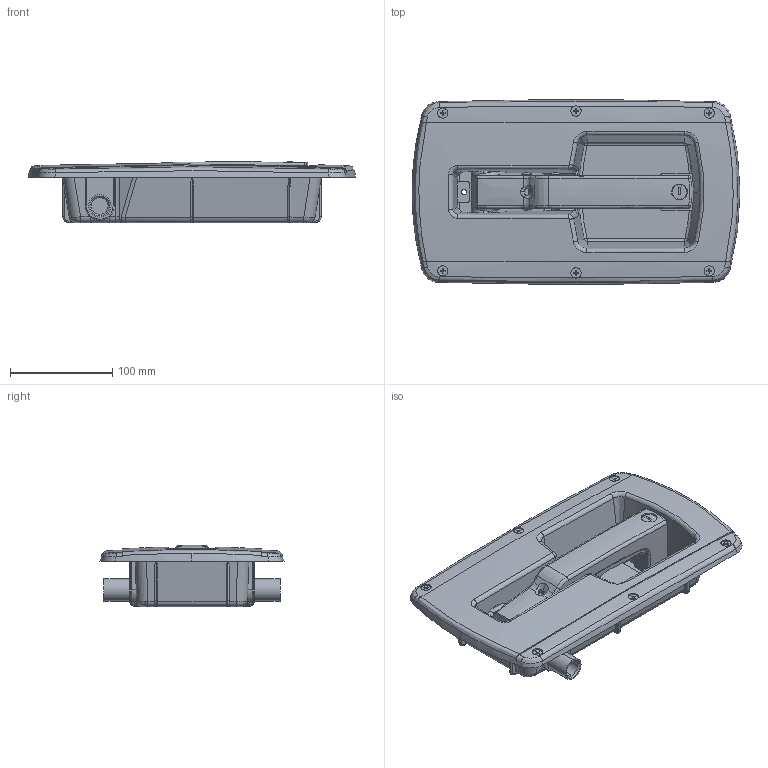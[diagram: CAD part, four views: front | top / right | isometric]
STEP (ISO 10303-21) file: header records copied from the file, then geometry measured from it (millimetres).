
FILE_DESCRIPTION (( 'STEP AP203' ), '1' );
FILE_NAME ('FA-815N-2-C-Hontai.STEP', '2020-05-22T02:45:00', ( '' ), ( '' ), 'SwSTEP 2.0', 'SolidWorks 2018', '' );
FILE_SCHEMA (( 'CONFIG_CONTROL_DESIGN' ));
Length unit declared in the file: millimetre
Products named in the file (13): FA-815N-2-C_十字穴付皿小ねじ_内径基準ver1.02__M3x10十字穴付皿小ねじ(SUS); FA-815N-2-C_カバー_; T0230儘乕僞乕_岞奐梡_T儘乕僞乕; FA-815N-2-C_トリガー_; FA-815N-2-C_ボディ_; FA-815N-2-C_十字穴付皿小ねじ_内径基準ver1.02__M5x7十字穴付皿小ねじ(SUS); FA-815N-2-C-Hontai; FA-815N-2-C_僴儞僪儖Assy_; FA-815N-2-C_底板_; FA-815N-2-C_ストッパー_; FA-815N-2-C_僕儑僀儞僩C_; FA-815N-2-C_ラッチラチェットシャフト_; FA-815N-2-C_ハンドル_
Assembly tree (22 placements, depth 3):
  FA-815N-2-C-Hontai
    FA-815N-2-C_ボディ_
    FA-815N-2-C_僴儞僪儖Assy_
      FA-815N-2-C_ハンドル_
      FA-815N-2-C_トリガー_
      FA-815N-2-C_底板_
      T0230儘乕僞乕_岞奐梡_T儘乕僞乕
      FA-815N-2-C_ストッパー_
      FA-815N-2-C_ラッチラチェットシャフト_  x2
      FA-815N-2-C_十字穴付皿小ねじ_内径基準ver1.02__M3x10十字穴付皿小ねじ(SUS)  x4
    FA-815N-2-C_僕儑僀儞僩C_  x2
    FA-815N-2-C_カバー_
    FA-815N-2-C_十字穴付皿小ねじ_内径基準ver1.02__M5x7十字穴付皿小ねじ(SUS)  x6
Bounding box: 320 x 179.6 x 60.04 mm (x, y, z)
Volume: 563774.7 mm3; surface area: 402652.6 mm2
Topology: 21 solids, 21 shells, 1295 faces, 3310 edges, 2086 vertices
Faces by surface type: plane 523, cylinder 425, bspline 173, cone 116, torus 50, sphere 8
Entity records: 61560 total; most frequent: CARTESIAN_POINT 37506, ORIENTED_EDGE 5000, DIRECTION 4320, EDGE_CURVE 2500, AXIS2_PLACEMENT_3D 1635, VERTEX_POINT 1568, EDGE_LOOP 1086, VECTOR 1050
